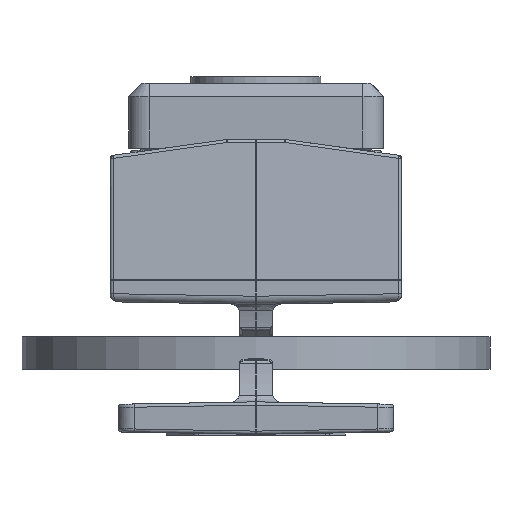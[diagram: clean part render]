
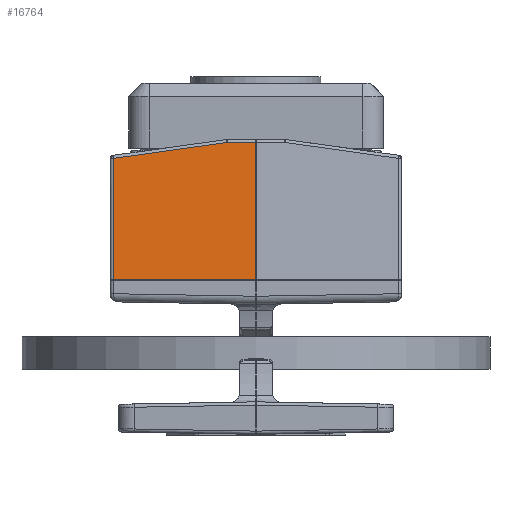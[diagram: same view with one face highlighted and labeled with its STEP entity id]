
A CAD part, front view. The second image highlights one B-rep face of the part: STEP entity #16764.
In plain terms, the highlighted planar face has unit normal (-0.018, -0.998, 0.069).
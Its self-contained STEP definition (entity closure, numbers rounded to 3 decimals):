
#3219 = ORIENTED_EDGE ( 'NONE', *, *, #3785, .T. ) ;
#3785 = EDGE_CURVE ( 'NONE', #11577, #12906, #4965, .T. ) ;
#3789 = CARTESIAN_POINT ( 'NONE',  ( -0.009, -8.344, -3.636 ) ) ;
#4693 = VERTEX_POINT ( 'NONE', #18737 ) ;
#4965 = LINE ( 'NONE', #5032, #16594 ) ;
#5013 = AXIS2_PLACEMENT_3D ( 'NONE', #7555, #5555, #12966 ) ;
#5032 = CARTESIAN_POINT ( 'NONE',  ( -8.778, -8.771, -12.088 ) ) ;
#5036 = CARTESIAN_POINT ( 'NONE',  ( -8.778, -8.258, -4.619 ) ) ;
#5555 = DIRECTION ( 'NONE',  ( -0.017, -0.997, 0.069 ) ) ;
#5579 = DIRECTION ( 'NONE',  ( -0.997, 0.013, -0.07 ) ) ;
#5634 = EDGE_CURVE ( 'NONE', #18353, #16290, #17419, .T. ) ;
#5901 = VECTOR ( 'NONE', #16505, 1000. ) ;
#7555 = CARTESIAN_POINT ( 'NONE',  ( 0., -8.3, -3. ) ) ;
#7705 = LINE ( 'NONE', #23354, #12793 ) ;
#8530 = CARTESIAN_POINT ( 'NONE',  ( -8.778, -8.5, -8.154 ) ) ;
#9145 = LINE ( 'NONE', #8530, #10800 ) ;
#9461 = FACE_OUTER_BOUND ( 'NONE', #14068, .T. ) ;
#9665 = ORIENTED_EDGE ( 'NONE', *, *, #18257, .F. ) ;
#9679 = LINE ( 'NONE', #13925, #23258 ) ;
#10388 = CARTESIAN_POINT ( 'NONE',  ( -8.778, -8.771, -12.088 ) ) ;
#10451 = EDGE_CURVE ( 'NONE', #4693, #18353, #13902, .T. ) ;
#10800 = VECTOR ( 'NONE', #17644, 1000. ) ;
#11465 = EDGE_CURVE ( 'NONE', #16290, #18322, #9679, .T. ) ;
#11577 = VERTEX_POINT ( 'NONE', #10388 ) ;
#12329 = ORIENTED_EDGE ( 'NONE', *, *, #5634, .T. ) ;
#12480 = DIRECTION ( 'NONE',  ( 0., 0.069, 0.998 ) ) ;
#12793 = VECTOR ( 'NONE', #12480, 1000. ) ;
#12828 = ORIENTED_EDGE ( 'NONE', *, *, #10451, .T. ) ;
#12906 = VERTEX_POINT ( 'NONE', #18665 ) ;
#12966 = DIRECTION ( 'NONE',  ( 0., -0.069, -0.998 ) ) ;
#13902 = LINE ( 'NONE', #3789, #5901 ) ;
#13925 = CARTESIAN_POINT ( 'NONE',  ( -1.81, -8.312, -3.639 ) ) ;
#14068 = EDGE_LOOP ( 'NONE', ( #12329, #23250, #9665, #3219, #22779, #12828 ) ) ;
#16290 = VERTEX_POINT ( 'NONE', #21478 ) ;
#16505 = DIRECTION ( 'NONE',  ( -1., 0.017, 0. ) ) ;
#16594 = VECTOR ( 'NONE', #22314, 1000. ) ;
#16764 = ADVANCED_FACE ( 'NONE', ( #9461 ), #18338, .T. ) ;
#17419 = LINE ( 'NONE', #21639, #21681 ) ;
#17644 = DIRECTION ( 'NONE',  ( 0., 0.069, 0.998 ) ) ;
#17680 = DIRECTION ( 'NONE',  ( -0.99, 0.008, -0.139 ) ) ;
#18257 = EDGE_CURVE ( 'NONE', #11577, #18322, #9145, .T. ) ;
#18322 = VERTEX_POINT ( 'NONE', #5036 ) ;
#18338 = PLANE ( 'NONE',  #5013 ) ;
#18353 = VERTEX_POINT ( 'NONE', #22302 ) ;
#18665 = CARTESIAN_POINT ( 'NONE',  ( -0.009, -8.924, -12.083 ) ) ;
#18737 = CARTESIAN_POINT ( 'NONE',  ( -0.009, -8.344, -3.636 ) ) ;
#19095 = EDGE_CURVE ( 'NONE', #12906, #4693, #7705, .T. ) ;
#21478 = CARTESIAN_POINT ( 'NONE',  ( -1.81, -8.312, -3.639 ) ) ;
#21639 = CARTESIAN_POINT ( 'NONE',  ( -1.81, -8.312, -3.639 ) ) ;
#21681 = VECTOR ( 'NONE', #5579, 1000. ) ;
#22302 = CARTESIAN_POINT ( 'NONE',  ( -1.769, -8.313, -3.636 ) ) ;
#22314 = DIRECTION ( 'NONE',  ( 1., -0.017, 0.001 ) ) ;
#22779 = ORIENTED_EDGE ( 'NONE', *, *, #19095, .T. ) ;
#23250 = ORIENTED_EDGE ( 'NONE', *, *, #11465, .T. ) ;
#23258 = VECTOR ( 'NONE', #17680, 1000. ) ;
#23354 = CARTESIAN_POINT ( 'NONE',  ( -0.009, -8.3, -3. ) ) ;
